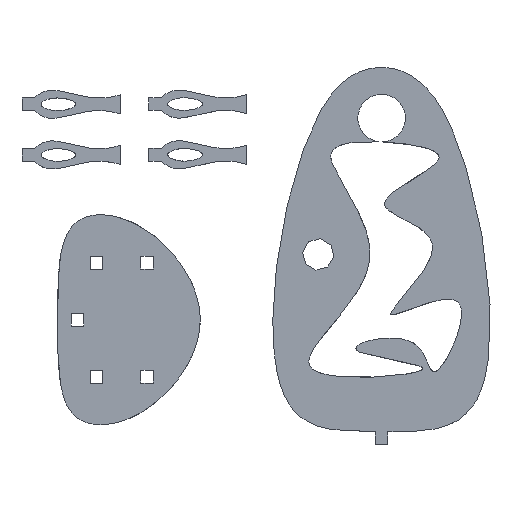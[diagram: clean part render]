
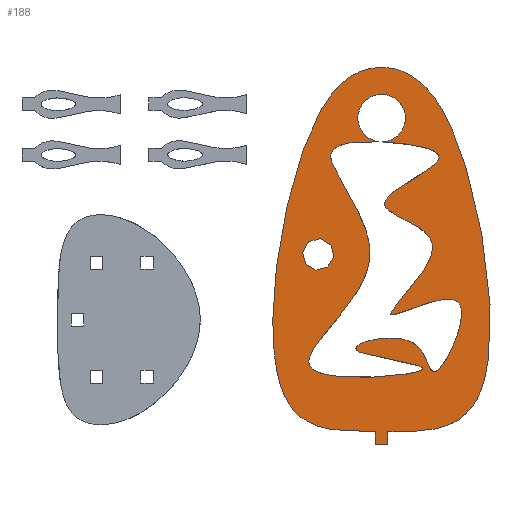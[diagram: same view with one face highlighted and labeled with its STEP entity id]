
A CAD part, top view. The second image highlights one B-rep face of the part: STEP entity #188.
In plain terms, the highlighted planar face has unit normal (0, 0, 1).
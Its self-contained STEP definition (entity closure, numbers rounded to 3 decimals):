
#27=CARTESIAN_POINT('',(82.,-49.5,81.5));
#28=DIRECTION('',(-0.,0.,-1.));
#29=DIRECTION('',(-1.,-0.,0.));
#30=AXIS2_PLACEMENT_3D('',#27,#28,#29);
#31=PLANE('',#30);
#32=CARTESIAN_POINT('',(66.95,19.793,81.5));
#33=VERTEX_POINT('',#32);
#34=CARTESIAN_POINT('',(66.,23.5,81.5));
#35=VERTEX_POINT('',#34);
#36=CARTESIAN_POINT('',(66.95,19.793,81.5));
#37=DIRECTION('',(-0.248,0.969,0.));
#38=VECTOR('',#37,3.827);
#39=LINE('',#36,#38);
#40=EDGE_CURVE('',#33,#35,#39,.T.);
#41=ORIENTED_EDGE('',*,*,#40,.F.);
#42=CARTESIAN_POINT('',(65.,16.5,81.5));
#43=VERTEX_POINT('',#42);
#44=CARTESIAN_POINT('',(65.,16.5,81.5));
#45=DIRECTION('',(0.509,0.86,0.));
#46=VECTOR('',#45,3.827);
#47=LINE('',#44,#46);
#48=EDGE_CURVE('',#43,#33,#47,.T.);
#49=ORIENTED_EDGE('',*,*,#48,.F.);
#50=CARTESIAN_POINT('',(61.293,15.55,81.5));
#51=VERTEX_POINT('',#50);
#52=CARTESIAN_POINT('',(61.293,15.55,81.5));
#53=DIRECTION('',(0.969,0.248,0.));
#54=VECTOR('',#53,3.827);
#55=LINE('',#52,#54);
#56=EDGE_CURVE('',#51,#43,#55,.T.);
#57=ORIENTED_EDGE('',*,*,#56,.F.);
#58=CARTESIAN_POINT('',(58.,17.5,81.5));
#59=VERTEX_POINT('',#58);
#60=CARTESIAN_POINT('',(58.,17.5,81.5));
#61=DIRECTION('',(0.86,-0.509,-0.));
#62=VECTOR('',#61,3.827);
#63=LINE('',#60,#62);
#64=EDGE_CURVE('',#59,#51,#63,.T.);
#65=ORIENTED_EDGE('',*,*,#64,.F.);
#66=CARTESIAN_POINT('',(57.05,21.207,81.5));
#67=VERTEX_POINT('',#66);
#68=CARTESIAN_POINT('',(57.05,21.207,81.5));
#69=DIRECTION('',(0.248,-0.969,-0.));
#70=VECTOR('',#69,3.827);
#71=LINE('',#68,#70);
#72=EDGE_CURVE('',#67,#59,#71,.T.);
#73=ORIENTED_EDGE('',*,*,#72,.F.);
#74=CARTESIAN_POINT('',(59.,24.5,81.5));
#75=VERTEX_POINT('',#74);
#76=CARTESIAN_POINT('',(59.,24.5,81.5));
#77=DIRECTION('',(-0.509,-0.86,-0.));
#78=VECTOR('',#77,3.827);
#79=LINE('',#76,#78);
#80=EDGE_CURVE('',#75,#67,#79,.T.);
#81=ORIENTED_EDGE('',*,*,#80,.F.);
#82=CARTESIAN_POINT('',(62.707,25.45,81.5));
#83=VERTEX_POINT('',#82);
#84=CARTESIAN_POINT('',(62.707,25.45,81.5));
#85=DIRECTION('',(-0.969,-0.248,-0.));
#86=VECTOR('',#85,3.827);
#87=LINE('',#84,#86);
#88=EDGE_CURVE('',#83,#75,#87,.T.);
#89=ORIENTED_EDGE('',*,*,#88,.F.);
#90=CARTESIAN_POINT('',(66.,23.5,81.5));
#91=DIRECTION('',(-0.86,0.509,0.));
#92=VECTOR('',#91,3.827);
#93=LINE('',#90,#92);
#94=EDGE_CURVE('',#35,#83,#93,.T.);
#95=ORIENTED_EDGE('',*,*,#94,.F.);
#96=EDGE_LOOP('',(#41,#49,#57,#65,#73,#81,#89,#95));
#97=FACE_BOUND('',#96,.T.);
#98=CARTESIAN_POINT('',(80.,-35.504,81.5));
#99=VERTEX_POINT('',#98);
#100=CARTESIAN_POINT('',(84.,-35.504,81.5));
#101=VERTEX_POINT('',#100);
#102=CARTESIAN_POINT('',(80.,-35.504,81.5));
#103=CARTESIAN_POINT('',(68.582,-35.535,81.5));
#104=CARTESIAN_POINT('',(37.582,-35.566,81.5));
#105=CARTESIAN_POINT('',(54.802,69.144,81.5));
#106=CARTESIAN_POINT('',(82.,83.067,81.5));
#107=CARTESIAN_POINT('',(109.198,69.144,81.5));
#108=CARTESIAN_POINT('',(126.418,-35.566,81.5));
#109=CARTESIAN_POINT('',(95.418,-35.535,81.5));
#110=CARTESIAN_POINT('',(84.,-35.504,81.5));
#111=B_SPLINE_CURVE_WITH_KNOTS('',3,(#102,#103,#104,#105,#106,#107,#108,#109,#110),.UNSPECIFIED.,.F.,.F.,(4,1,1,1,1,1,4),(0.008,0.14,0.376,0.5,0.624,0.86,0.992),.UNSPECIFIED.);
#112=EDGE_CURVE('',#99,#101,#111,.T.);
#113=ORIENTED_EDGE('',*,*,#112,.F.);
#114=CARTESIAN_POINT('',(80.,-39.5,81.5));
#115=VERTEX_POINT('',#114);
#116=CARTESIAN_POINT('',(80.,-39.5,81.5));
#117=DIRECTION('',(-0.,1.,0.));
#118=VECTOR('',#117,3.996);
#119=LINE('',#116,#118);
#120=EDGE_CURVE('',#115,#99,#119,.T.);
#121=ORIENTED_EDGE('',*,*,#120,.F.);
#122=CARTESIAN_POINT('',(84.,-39.5,81.5));
#123=VERTEX_POINT('',#122);
#124=CARTESIAN_POINT('',(84.,-39.5,81.5));
#125=DIRECTION('',(-1.,-0.,0.));
#126=VECTOR('',#125,4.);
#127=LINE('',#124,#126);
#128=EDGE_CURVE('',#123,#115,#127,.T.);
#129=ORIENTED_EDGE('',*,*,#128,.F.);
#130=CARTESIAN_POINT('',(84.,-35.504,81.5));
#131=DIRECTION('',(0.,-1.,-0.));
#132=VECTOR('',#131,3.996);
#133=LINE('',#130,#132);
#134=EDGE_CURVE('',#101,#123,#133,.T.);
#135=ORIENTED_EDGE('',*,*,#134,.F.);
#136=EDGE_LOOP('',(#113,#121,#129,#135));
#137=FACE_BOUND('',#136,.T.);
#138=CARTESIAN_POINT('',(81.152,56.028,81.5));
#139=VERTEX_POINT('',#138);
#140=CARTESIAN_POINT('',(82.21,55.983,81.5));
#141=VERTEX_POINT('',#140);
#142=CARTESIAN_POINT('',(81.152,56.028,81.5));
#143=CARTESIAN_POINT('',(72.982,56.335,81.5));
#144=CARTESIAN_POINT('',(55.891,54.502,81.5));
#145=CARTESIAN_POINT('',(95.815,16.903,81.5));
#146=CARTESIAN_POINT('',(34.27,-23.449,81.5));
#147=CARTESIAN_POINT('',(119.07,-15.654,81.5));
#148=CARTESIAN_POINT('',(57.94,-10.644,81.5));
#149=CARTESIAN_POINT('',(96.718,-1.445,81.5));
#150=CARTESIAN_POINT('',(96.665,-27.328,81.5));
#151=CARTESIAN_POINT('',(118.012,18.203,81.5));
#152=CARTESIAN_POINT('',(69.319,-9.25,81.5));
#153=CARTESIAN_POINT('',(112.862,27.517,81.5));
#154=CARTESIAN_POINT('',(68.291,34.983,81.5));
#155=CARTESIAN_POINT('',(112.598,52.214,81.5));
#156=CARTESIAN_POINT('',(91.189,55.557,81.5));
#157=CARTESIAN_POINT('',(82.21,55.983,81.5));
#158=B_SPLINE_CURVE_WITH_KNOTS('',3,(#142,#143,#144,#145,#146,#147,#148,#149,#150,#151,#152,#153,#154,#155,#156,#157),.UNSPECIFIED.,.F.,.F.,(4,1,1,1,1,1,1,1,1,1,1,1,1,4),(0.001,0.065,0.161,0.259,0.354,0.429,0.497,0.551,0.628,0.702,0.783,0.855,0.93,0.999),.UNSPECIFIED.);
#159=EDGE_CURVE('',#139,#141,#158,.T.);
#160=ORIENTED_EDGE('',*,*,#159,.F.);
#161=CARTESIAN_POINT('',(81.153,56.048,81.5));
#162=VERTEX_POINT('',#161);
#163=CARTESIAN_POINT('',(81.152,56.038,81.5));
#164=DIRECTION('',(0.,-0.,1.));
#165=DIRECTION('',(-0.,1.,0.));
#166=AXIS2_PLACEMENT_3D('',#163,#164,#165);
#167=CIRCLE('',#166,0.01);
#168=EDGE_CURVE('',#139,#162,#167,.T.);
#169=ORIENTED_EDGE('',*,*,#168,.T.);
#170=CARTESIAN_POINT('',(82.211,56.003,81.5));
#171=VERTEX_POINT('',#170);
#172=CARTESIAN_POINT('',(82.,63.5,81.5));
#173=DIRECTION('',(0.,-0.,1.));
#174=DIRECTION('',(0.,-1.,-0.));
#175=AXIS2_PLACEMENT_3D('',#172,#173,#174);
#176=CIRCLE('',#175,7.5);
#177=EDGE_CURVE('',#171,#162,#176,.T.);
#178=ORIENTED_EDGE('',*,*,#177,.F.);
#179=CARTESIAN_POINT('',(82.211,55.993,81.5));
#180=DIRECTION('',(0.,-0.,1.));
#181=DIRECTION('',(-0.,1.,0.));
#182=AXIS2_PLACEMENT_3D('',#179,#180,#181);
#183=CIRCLE('',#182,0.01);
#184=EDGE_CURVE('',#171,#141,#183,.T.);
#185=ORIENTED_EDGE('',*,*,#184,.T.);
#186=EDGE_LOOP('',(#160,#169,#178,#185));
#187=FACE_BOUND('',#186,.T.);
#188=ADVANCED_FACE('',(#97,#137,#187),#31,.F.);
